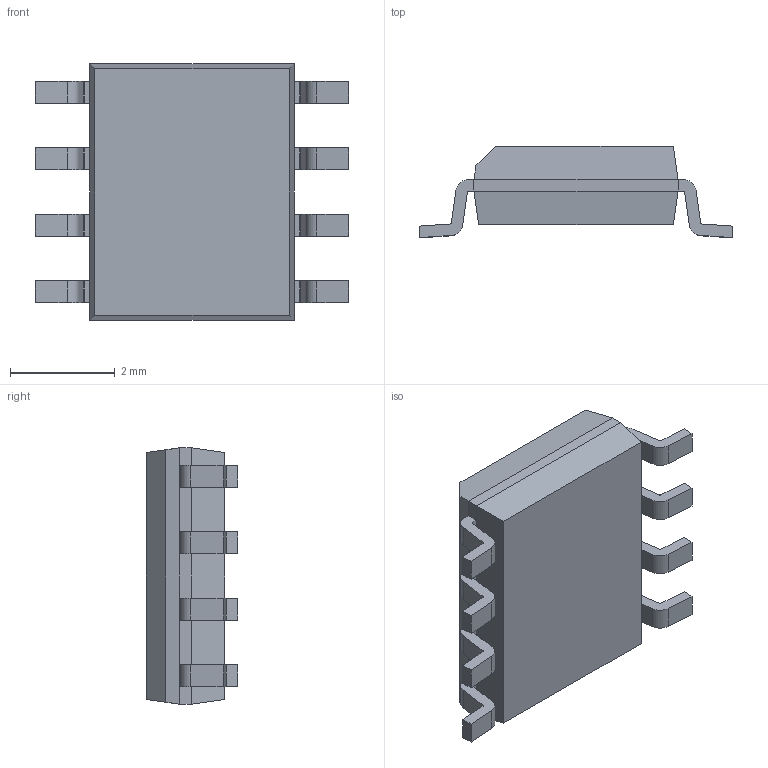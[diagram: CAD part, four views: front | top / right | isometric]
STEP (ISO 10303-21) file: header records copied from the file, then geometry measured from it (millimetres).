
FILE_DESCRIPTION (( 'STEP AP214' ), '1' );
FILE_NAME ('IRF7319TRPBF.STEP', '2022-01-05T23:37:49', ( '' ), ( '' ), 'SwSTEP 2.0', 'SolidWorks 2017', '' );
FILE_SCHEMA (( 'AUTOMOTIVE_DESIGN' ));
Length unit declared in the file: millimetre
Products named in the file (1): IRF7319TRPBF
Bounding box: 6 x 1.75 x 4.9 mm (x, y, z)
Volume: 28.6 mm3; surface area: 79.2 mm2
Topology: 9 solids, 9 shells, 127 faces, 319 edges, 210 vertices
Faces by surface type: plane 95, cylinder 32
Entity records: 3879 total; most frequent: CARTESIAN_POINT 657, DIRECTION 639, ORIENTED_EDGE 638, EDGE_CURVE 319, LINE 255, VECTOR 255, VERTEX_POINT 210, AXIS2_PLACEMENT_3D 192
